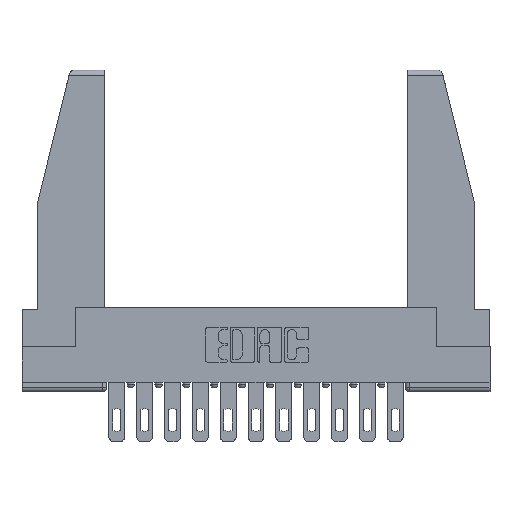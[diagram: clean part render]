
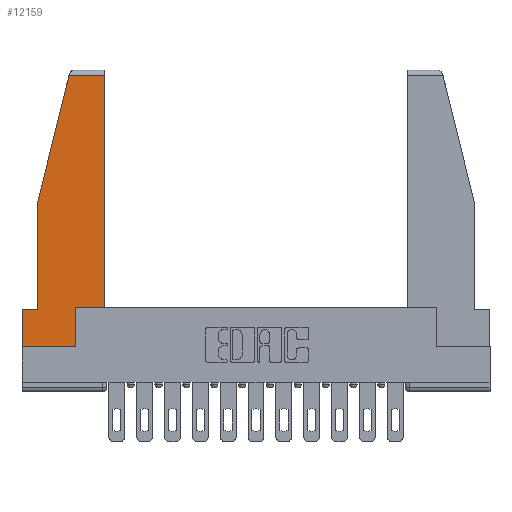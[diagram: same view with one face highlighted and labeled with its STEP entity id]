
A CAD part, top view. The second image highlights one B-rep face of the part: STEP entity #12159.
In plain terms, the highlighted planar face has unit normal (0, 0, 1).
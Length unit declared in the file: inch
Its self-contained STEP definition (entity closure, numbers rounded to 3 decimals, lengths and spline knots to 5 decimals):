
#351 = ORIENTED_EDGE ( 'NONE', *, *, #15055, .T. ) ;
#434 = LINE ( 'NONE', #2477, #1205 ) ;
#551 = EDGE_LOOP ( 'NONE', ( #351, #3864, #8128, #5241, #11633, #5796, #3336, #9568, #9427 ) ) ;
#671 = DIRECTION ( 'NONE',  ( -1., 0., 0. ) ) ;
#803 = DIRECTION ( 'NONE',  ( 0., -1., 0. ) ) ;
#927 = LINE ( 'NONE', #14854, #12779 ) ;
#1205 = VECTOR ( 'NONE', #671, 39.37008 ) ;
#1243 = EDGE_CURVE ( 'NONE', #10883, #14504, #434, .T. ) ;
#1663 = DIRECTION ( 'NONE',  ( 0., 0., 1. ) ) ;
#2004 = CARTESIAN_POINT ( 'NONE',  ( 0.461, 0.223, 0. ) ) ;
#2477 = CARTESIAN_POINT ( 'NONE',  ( 0., 1.52, 0. ) ) ;
#2812 = LINE ( 'NONE', #15695, #13832 ) ;
#3135 = CARTESIAN_POINT ( 'NONE',  ( 0., 0.21, 0. ) ) ;
#3137 = EDGE_CURVE ( 'NONE', #11768, #14028, #12847, .T. ) ;
#3233 = CARTESIAN_POINT ( 'NONE',  ( 0.086, 0.21, 0. ) ) ;
#3310 = VERTEX_POINT ( 'NONE', #7912 ) ;
#3336 = ORIENTED_EDGE ( 'NONE', *, *, #3137, .T. ) ;
#3549 = DIRECTION ( 'NONE',  ( -0.239, -0.971, 0. ) ) ;
#3864 = ORIENTED_EDGE ( 'NONE', *, *, #1243, .T. ) ;
#4042 = CARTESIAN_POINT ( 'NONE',  ( 0., 0.21, 0. ) ) ;
#4440 = CARTESIAN_POINT ( 'NONE',  ( 0.086, 0.8, 0. ) ) ;
#5027 = DIRECTION ( 'NONE',  ( 1., 0., 0. ) ) ;
#5208 = DIRECTION ( 'NONE',  ( 0., 1., 0. ) ) ;
#5241 = ORIENTED_EDGE ( 'NONE', *, *, #10246, .T. ) ;
#5415 = EDGE_CURVE ( 'NONE', #14512, #8959, #13718, .T. ) ;
#5596 = EDGE_CURVE ( 'NONE', #14504, #10586, #10834, .T. ) ;
#5706 = LINE ( 'NONE', #12658, #8235 ) ;
#5796 = ORIENTED_EDGE ( 'NONE', *, *, #6824, .T. ) ;
#6014 = VERTEX_POINT ( 'NONE', #7943 ) ;
#6121 = CARTESIAN_POINT ( 'NONE',  ( 0., 0., 0. ) ) ;
#6824 = EDGE_CURVE ( 'NONE', #8959, #11768, #2812, .T. ) ;
#7067 = LINE ( 'NONE', #15654, #13966 ) ;
#7912 = CARTESIAN_POINT ( 'NONE',  ( 0.297, 0.223, 0. ) ) ;
#7943 = CARTESIAN_POINT ( 'NONE',  ( 0.461, 0.223, 0. ) ) ;
#8128 = ORIENTED_EDGE ( 'NONE', *, *, #5596, .T. ) ;
#8235 = VECTOR ( 'NONE', #5208, 39.37008 ) ;
#8396 = CARTESIAN_POINT ( 'NONE',  ( 0.2636, 1.52, 0. ) ) ;
#8534 = VECTOR ( 'NONE', #15482, 39.37008 ) ;
#8656 = AXIS2_PLACEMENT_3D ( 'NONE', #15171, #1663, #12682 ) ;
#8959 = VERTEX_POINT ( 'NONE', #4042 ) ;
#9143 = PLANE ( 'NONE',  #8656 ) ;
#9427 = ORIENTED_EDGE ( 'NONE', *, *, #11676, .T. ) ;
#9568 = ORIENTED_EDGE ( 'NONE', *, *, #11238, .T. ) ;
#10246 = EDGE_CURVE ( 'NONE', #10586, #14512, #927, .T. ) ;
#10586 = VERTEX_POINT ( 'NONE', #4440 ) ;
#10781 = LINE ( 'NONE', #2004, #13644 ) ;
#10834 = LINE ( 'NONE', #16028, #14076 ) ;
#10883 = VERTEX_POINT ( 'NONE', #14111 ) ;
#11238 = EDGE_CURVE ( 'NONE', #14028, #3310, #5706, .T. ) ;
#11633 = ORIENTED_EDGE ( 'NONE', *, *, #5415, .T. ) ;
#11676 = EDGE_CURVE ( 'NONE', #3310, #6014, #7067, .T. ) ;
#11768 = VERTEX_POINT ( 'NONE', #6121 ) ;
#12067 = CARTESIAN_POINT ( 'NONE',  ( 0.297, 0., 0. ) ) ;
#12159 = ADVANCED_FACE ( 'NONE', ( #12664 ), #9143, .T. ) ;
#12658 = CARTESIAN_POINT ( 'NONE',  ( 0.297, 0., 0. ) ) ;
#12664 = FACE_OUTER_BOUND ( 'NONE', #551, .T. ) ;
#12682 = DIRECTION ( 'NONE',  ( 1., 0., 0. ) ) ;
#12779 = VECTOR ( 'NONE', #14691, 39.37008 ) ;
#12847 = LINE ( 'NONE', #16025, #13405 ) ;
#13001 = DIRECTION ( 'NONE',  ( 0., 1., 0. ) ) ;
#13301 = DIRECTION ( 'NONE',  ( 1., 0., 0. ) ) ;
#13405 = VECTOR ( 'NONE', #5027, 39.37008 ) ;
#13644 = VECTOR ( 'NONE', #13001, 39.37008 ) ;
#13718 = LINE ( 'NONE', #3135, #8534 ) ;
#13832 = VECTOR ( 'NONE', #803, 39.37008 ) ;
#13966 = VECTOR ( 'NONE', #13301, 39.37008 ) ;
#14028 = VERTEX_POINT ( 'NONE', #12067 ) ;
#14076 = VECTOR ( 'NONE', #3549, 39.37008 ) ;
#14111 = CARTESIAN_POINT ( 'NONE',  ( 0.461, 1.52, 0. ) ) ;
#14504 = VERTEX_POINT ( 'NONE', #8396 ) ;
#14512 = VERTEX_POINT ( 'NONE', #3233 ) ;
#14691 = DIRECTION ( 'NONE',  ( 0., -1., 0. ) ) ;
#14854 = CARTESIAN_POINT ( 'NONE',  ( 0.086, 0.8, 0. ) ) ;
#15055 = EDGE_CURVE ( 'NONE', #6014, #10883, #10781, .T. ) ;
#15171 = CARTESIAN_POINT ( 'NONE',  ( 0., 0., 0. ) ) ;
#15482 = DIRECTION ( 'NONE',  ( -1., 0., 0. ) ) ;
#15654 = CARTESIAN_POINT ( 'NONE',  ( 0.297, 0.223, 0. ) ) ;
#15695 = CARTESIAN_POINT ( 'NONE',  ( 0., 0.21, 0. ) ) ;
#16025 = CARTESIAN_POINT ( 'NONE',  ( 0., 0., 0. ) ) ;
#16028 = CARTESIAN_POINT ( 'NONE',  ( 0.271, 1.55, 0. ) ) ;
